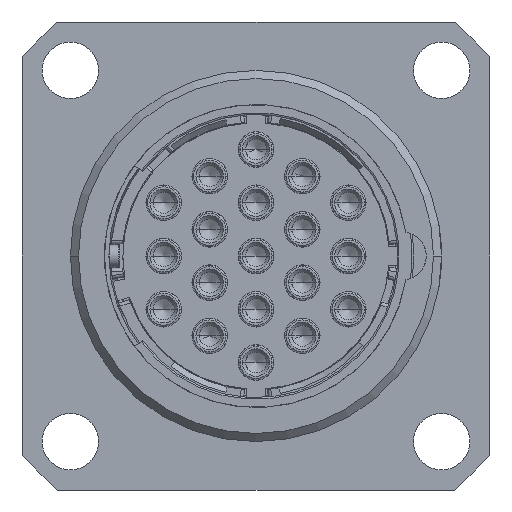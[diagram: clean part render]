
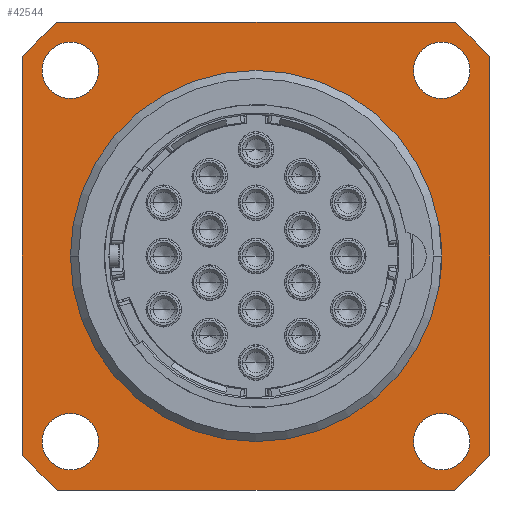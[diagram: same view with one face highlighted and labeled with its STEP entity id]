
A CAD part, left-side view. The second image highlights one B-rep face of the part: STEP entity #42544.
In plain terms, the highlighted planar face has unit normal (-1, 0, 0).
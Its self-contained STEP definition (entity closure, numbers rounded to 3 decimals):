
#8194=CARTESIAN_POINT('',(4.9,14.5,-14.5));
#8195=DIRECTION('',(-1.,0.,0.));
#8196=DIRECTION('',(0.,1.,0.));
#8197=AXIS2_PLACEMENT_3D('',#8194,#8195,#8196);
#8250=CARTESIAN_POINT('',(4.9,14.5,-14.5));
#8251=DIRECTION('',(-1.,0.,0.));
#8252=DIRECTION('',(0.,-1.,0.));
#8253=AXIS2_PLACEMENT_3D('',#8250,#8251,#8252);
#8629=DIRECTION('',(0.,0.,1.));
#8630=VECTOR('',#8629,24.556);
#8631=CARTESIAN_POINT('',(4.9,0.,-26.778));
#8632=LINE('2257',#8631,#8630);
#8633=CARTESIAN_POINT('',(4.9,14.5,-14.5));
#8634=DIRECTION('',(-1.,0.,0.));
#8635=DIRECTION('',(0.,-0.646,-0.763));
#8636=AXIS2_PLACEMENT_3D('',#8633,#8634,#8635);
#8638=DIRECTION('',(0.,-1.,0.));
#8639=VECTOR('',#8638,24.556);
#8640=CARTESIAN_POINT('',(4.9,26.778,-29.));
#8641=LINE('2259',#8640,#8639);
#8642=CARTESIAN_POINT('',(4.9,14.5,-14.5));
#8643=DIRECTION('',(-1.,0.,0.));
#8644=DIRECTION('',(0.,0.763,-0.646));
#8645=AXIS2_PLACEMENT_3D('',#8642,#8643,#8644);
#8647=DIRECTION('',(0.,0.,-1.));
#8648=VECTOR('',#8647,24.556);
#8649=CARTESIAN_POINT('',(4.9,29.,-2.222));
#8650=LINE('2261',#8649,#8648);
#8651=CARTESIAN_POINT('',(4.9,14.5,-14.5));
#8652=DIRECTION('',(-1.,0.,0.));
#8653=DIRECTION('',(0.,0.646,0.763));
#8654=AXIS2_PLACEMENT_3D('',#8651,#8652,#8653);
#8656=DIRECTION('',(0.,1.,0.));
#8657=VECTOR('',#8656,24.556);
#8658=CARTESIAN_POINT('',(4.9,2.222,0.));
#8659=LINE('2263',#8658,#8657);
#8660=CARTESIAN_POINT('',(4.9,14.5,-14.5));
#8661=DIRECTION('',(-1.,0.,0.));
#8662=DIRECTION('',(0.,-0.763,0.646));
#8663=AXIS2_PLACEMENT_3D('',#8660,#8661,#8662);
#8665=CARTESIAN_POINT('',(4.9,26.,-3.));
#8666=DIRECTION('',(-1.,0.,0.));
#8667=DIRECTION('',(0.,0.,-1.));
#8668=AXIS2_PLACEMENT_3D('',#8665,#8666,#8667);
#8670=CARTESIAN_POINT('',(4.9,26.,-3.));
#8671=DIRECTION('',(-1.,0.,0.));
#8672=DIRECTION('',(0.,0.,1.));
#8673=AXIS2_PLACEMENT_3D('',#8670,#8671,#8672);
#8675=CARTESIAN_POINT('',(4.9,26.,-26.));
#8676=DIRECTION('',(-1.,0.,0.));
#8677=DIRECTION('',(0.,0.,-1.));
#8678=AXIS2_PLACEMENT_3D('',#8675,#8676,#8677);
#8680=CARTESIAN_POINT('',(4.9,26.,-26.));
#8681=DIRECTION('',(-1.,0.,0.));
#8682=DIRECTION('',(0.,0.,1.));
#8683=AXIS2_PLACEMENT_3D('',#8680,#8681,#8682);
#8685=CARTESIAN_POINT('',(4.9,3.,-26.));
#8686=DIRECTION('',(-1.,0.,0.));
#8687=DIRECTION('',(0.,0.,-1.));
#8688=AXIS2_PLACEMENT_3D('',#8685,#8686,#8687);
#8690=CARTESIAN_POINT('',(4.9,3.,-26.));
#8691=DIRECTION('',(-1.,0.,0.));
#8692=DIRECTION('',(0.,0.,1.));
#8693=AXIS2_PLACEMENT_3D('',#8690,#8691,#8692);
#8695=CARTESIAN_POINT('',(4.9,3.,-3.));
#8696=DIRECTION('',(-1.,0.,0.));
#8697=DIRECTION('',(0.,0.,-1.));
#8698=AXIS2_PLACEMENT_3D('',#8695,#8696,#8697);
#8700=CARTESIAN_POINT('',(4.9,3.,-3.));
#8701=DIRECTION('',(-1.,0.,0.));
#8702=DIRECTION('',(0.,0.,1.));
#8703=AXIS2_PLACEMENT_3D('',#8700,#8701,#8702);
#22728=CARTESIAN_POINT('',(4.9,0.,-26.778));
#22729=CARTESIAN_POINT('',(4.9,0.,-2.222));
#22730=VERTEX_POINT('',#22728);
#22731=VERTEX_POINT('',#22729);
#22732=CARTESIAN_POINT('',(4.9,2.222,-29.));
#22733=VERTEX_POINT('',#22732);
#22734=CARTESIAN_POINT('',(4.9,26.778,-29.));
#22735=VERTEX_POINT('',#22734);
#22736=CARTESIAN_POINT('',(4.9,29.,-26.778));
#22737=VERTEX_POINT('',#22736);
#22738=CARTESIAN_POINT('',(4.9,29.,-2.222));
#22739=VERTEX_POINT('',#22738);
#22740=CARTESIAN_POINT('',(4.9,26.778,0.));
#22741=VERTEX_POINT('',#22740);
#22742=CARTESIAN_POINT('',(4.9,2.222,0.));
#22743=VERTEX_POINT('',#22742);
#22748=CARTESIAN_POINT('',(4.9,3.,-14.5));
#22749=CARTESIAN_POINT('',(4.9,26.,-14.5));
#22750=VERTEX_POINT('',#22748);
#22751=VERTEX_POINT('',#22749);
#22822=CARTESIAN_POINT('',(4.9,26.,-4.75));
#22823=CARTESIAN_POINT('',(4.9,26.,-1.25));
#22824=VERTEX_POINT('',#22822);
#22825=VERTEX_POINT('',#22823);
#22826=CARTESIAN_POINT('',(4.9,26.,-27.75));
#22827=CARTESIAN_POINT('',(4.9,26.,-24.25));
#22828=VERTEX_POINT('',#22826);
#22829=VERTEX_POINT('',#22827);
#22830=CARTESIAN_POINT('',(4.9,3.,-27.75));
#22831=CARTESIAN_POINT('',(4.9,3.,-24.25));
#22832=VERTEX_POINT('',#22830);
#22833=VERTEX_POINT('',#22831);
#22834=CARTESIAN_POINT('',(4.9,3.,-4.75));
#22835=CARTESIAN_POINT('',(4.9,3.,-1.25));
#22836=VERTEX_POINT('',#22834);
#22837=VERTEX_POINT('',#22835);
#42493=CARTESIAN_POINT('',(4.9,14.5,-14.5));
#42494=DIRECTION('',(1.,0.,0.));
#42495=DIRECTION('',(0.,0.,-1.));
#42496=AXIS2_PLACEMENT_3D('',#42493,#42494,#42495);
#42497=PLANE('268',#42496);
#42499=ORIENTED_EDGE('2257',*,*,#42498,.F.);
#42501=ORIENTED_EDGE('2258',*,*,#42500,.F.);
#42503=ORIENTED_EDGE('2259',*,*,#42502,.F.);
#42505=ORIENTED_EDGE('2260',*,*,#42504,.F.);
#42507=ORIENTED_EDGE('2261',*,*,#42506,.F.);
#42509=ORIENTED_EDGE('2262',*,*,#42508,.F.);
#42511=ORIENTED_EDGE('2263',*,*,#42510,.F.);
#42513=ORIENTED_EDGE('2264',*,*,#42512,.F.);
#42514=EDGE_LOOP('268',(#42499,#42501,#42503,#42505,#42507,#42509,#42511,
#42513));
#42515=FACE_OUTER_BOUND('268',#42514,.F.);
#42517=ORIENTED_EDGE('2331',*,*,#42516,.T.);
#42519=ORIENTED_EDGE('2332',*,*,#42518,.T.);
#42520=EDGE_LOOP('268',(#42517,#42519));
#42521=FACE_BOUND('268',#42520,.F.);
#42523=ORIENTED_EDGE('2333',*,*,#42522,.T.);
#42525=ORIENTED_EDGE('2334',*,*,#42524,.T.);
#42526=EDGE_LOOP('268',(#42523,#42525));
#42527=FACE_BOUND('268',#42526,.F.);
#42529=ORIENTED_EDGE('2335',*,*,#42528,.T.);
#42531=ORIENTED_EDGE('2336',*,*,#42530,.T.);
#42532=EDGE_LOOP('268',(#42529,#42531));
#42533=FACE_BOUND('268',#42532,.F.);
#42535=ORIENTED_EDGE('2337',*,*,#42534,.T.);
#42537=ORIENTED_EDGE('2338',*,*,#42536,.T.);
#42538=EDGE_LOOP('268',(#42535,#42537));
#42539=FACE_BOUND('268',#42538,.F.);
#42540=ORIENTED_EDGE('2274',*,*,#41977,.T.);
#42541=ORIENTED_EDGE('2276',*,*,#41937,.T.);
#42542=EDGE_LOOP('268',(#42540,#42541));
#42543=FACE_BOUND('268',#42542,.F.);
#8198=CIRCLE('2276',#8197,11.5);
#8254=CIRCLE('2274',#8253,11.5);
#8637=CIRCLE('2258',#8636,19.);
#8646=CIRCLE('2260',#8645,19.);
#8655=CIRCLE('2262',#8654,19.);
#8664=CIRCLE('2264',#8663,19.);
#8669=CIRCLE('2331',#8668,1.75);
#8674=CIRCLE('2332',#8673,1.75);
#8679=CIRCLE('2333',#8678,1.75);
#8684=CIRCLE('2334',#8683,1.75);
#8689=CIRCLE('2335',#8688,1.75);
#8694=CIRCLE('2336',#8693,1.75);
#8699=CIRCLE('2337',#8698,1.75);
#8704=CIRCLE('2338',#8703,1.75);
#41937=EDGE_CURVE('2276',#22751,#22750,#8198,.T.);
#41977=EDGE_CURVE('2274',#22750,#22751,#8254,.T.);
#42498=EDGE_CURVE('2257',#22730,#22731,#8632,.T.);
#42500=EDGE_CURVE('2258',#22733,#22730,#8637,.T.);
#42502=EDGE_CURVE('2259',#22735,#22733,#8641,.T.);
#42504=EDGE_CURVE('2260',#22737,#22735,#8646,.T.);
#42506=EDGE_CURVE('2261',#22739,#22737,#8650,.T.);
#42508=EDGE_CURVE('2262',#22741,#22739,#8655,.T.);
#42510=EDGE_CURVE('2263',#22743,#22741,#8659,.T.);
#42512=EDGE_CURVE('2264',#22731,#22743,#8664,.T.);
#42516=EDGE_CURVE('2331',#22824,#22825,#8669,.T.);
#42518=EDGE_CURVE('2332',#22825,#22824,#8674,.T.);
#42522=EDGE_CURVE('2333',#22828,#22829,#8679,.T.);
#42524=EDGE_CURVE('2334',#22829,#22828,#8684,.T.);
#42528=EDGE_CURVE('2335',#22832,#22833,#8689,.T.);
#42530=EDGE_CURVE('2336',#22833,#22832,#8694,.T.);
#42534=EDGE_CURVE('2337',#22836,#22837,#8699,.T.);
#42536=EDGE_CURVE('2338',#22837,#22836,#8704,.T.);
#42544=ADVANCED_FACE('268',(#42515,#42521,#42527,#42533,#42539,#42543),#42497,
.F.);
